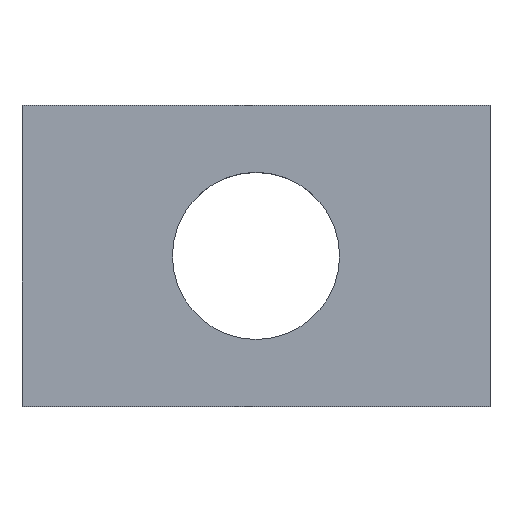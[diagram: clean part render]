
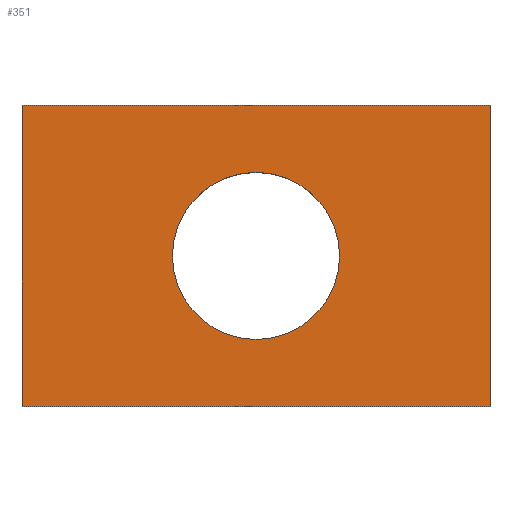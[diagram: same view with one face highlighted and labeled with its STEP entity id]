
A CAD part, top view. The second image highlights one B-rep face of the part: STEP entity #351.
In plain terms, the highlighted planar face has unit normal (0, 0, 1).
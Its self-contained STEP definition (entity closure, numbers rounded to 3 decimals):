
#168=CIRCLE('',#336,2.5);
#178=ORIENTED_EDGE('',*,*,#239,.T.);
#179=ORIENTED_EDGE('',*,*,#240,.T.);
#180=ORIENTED_EDGE('',*,*,#241,.T.);
#181=ORIENTED_EDGE('',*,*,#236,.T.);
#182=ORIENTED_EDGE('',*,*,#242,.F.);
#201=VECTOR('',#275,1.);
#204=VECTOR('',#280,1.);
#205=VECTOR('',#281,1.);
#206=VECTOR('',#282,1.);
#213=LINE('',#313,#201);
#216=LINE('',#318,#204);
#217=LINE('',#320,#205);
#218=LINE('',#321,#206);
#226=VERTEX_POINT('',#311);
#227=VERTEX_POINT('',#312);
#228=VERTEX_POINT('',#317);
#229=VERTEX_POINT('',#319);
#230=VERTEX_POINT('',#322);
#236=EDGE_CURVE('',#226,#227,#213,.T.);
#239=EDGE_CURVE('',#227,#228,#216,.T.);
#240=EDGE_CURVE('',#228,#229,#217,.T.);
#241=EDGE_CURVE('',#229,#226,#218,.T.);
#242=EDGE_CURVE('',#230,#230,#168,.T.);
#248=EDGE_LOOP('',(#178,#179,#180,#181));
#249=EDGE_LOOP('',(#182));
#258=FACE_BOUND('',#248,.T.);
#259=FACE_BOUND('',#249,.T.);
#275=DIRECTION('',(0.,9.,0.));
#278=DIRECTION('',(0.,0.,1.));
#279=DIRECTION('',(0.,-1.,0.));
#280=DIRECTION('',(-14.,0.,0.));
#281=DIRECTION('',(0.,-9.,0.));
#282=DIRECTION('',(14.,0.,0.));
#283=DIRECTION('',(0.,0.,1.));
#284=DIRECTION('',(0.,2.5,0.));
#311=CARTESIAN_POINT('',(14.,0.,2.5));
#312=CARTESIAN_POINT('',(14.,9.,2.5));
#313=CARTESIAN_POINT('',(14.,0.,2.5));
#316=CARTESIAN_POINT('',(14.,9.,2.5));
#317=CARTESIAN_POINT('',(0.,9.,2.5));
#318=CARTESIAN_POINT('',(14.,9.,2.5));
#319=CARTESIAN_POINT('',(0.,0.,2.5));
#320=CARTESIAN_POINT('',(0.,9.,2.5));
#321=CARTESIAN_POINT('',(0.,0.,2.5));
#322=CARTESIAN_POINT('',(7.,7.,2.5));
#323=CARTESIAN_POINT('',(7.,4.5,2.5));
#335=AXIS2_PLACEMENT_3D('',#316,#278,#279);
#336=AXIS2_PLACEMENT_3D('',#323,#283,#284);
#345=PLANE('',#335);
#351=ADVANCED_FACE('',(#258,#259),#345,.T.);
